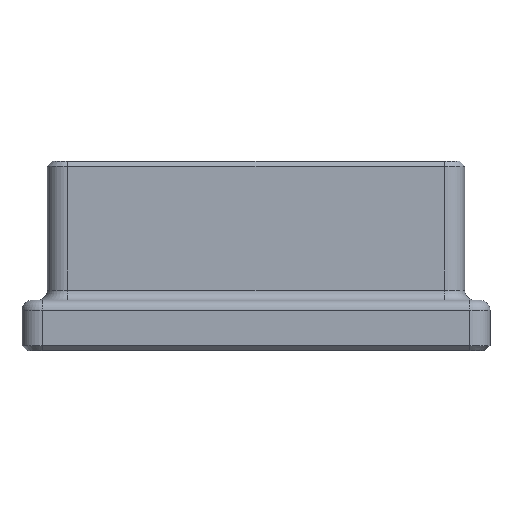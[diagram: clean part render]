
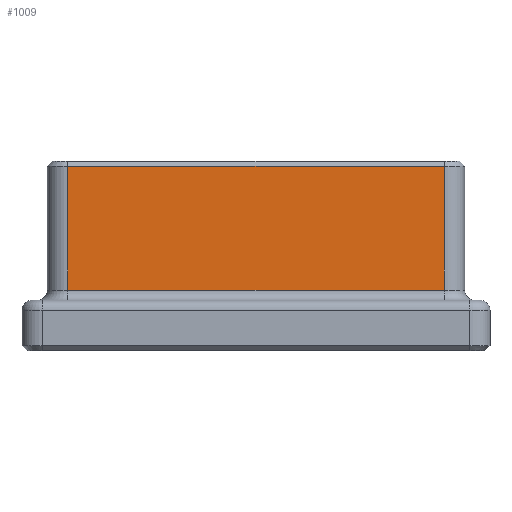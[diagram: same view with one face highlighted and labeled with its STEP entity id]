
A CAD part, front view. The second image highlights one B-rep face of the part: STEP entity #1009.
In plain terms, the highlighted planar face has unit normal (0, -1, 0).
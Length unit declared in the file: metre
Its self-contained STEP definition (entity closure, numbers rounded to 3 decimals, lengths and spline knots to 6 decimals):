
#60=LINE('',#1602,#152);
#61=LINE('',#1605,#153);
#62=LINE('',#1607,#154);
#63=LINE('',#1609,#155);
#152=VECTOR('',#1247,1.);
#153=VECTOR('',#1248,1.);
#154=VECTOR('',#1249,1.);
#155=VECTOR('',#1250,1.);
#252=ORIENTED_EDGE('',*,*,#556,.T.);
#253=ORIENTED_EDGE('',*,*,#557,.T.);
#254=ORIENTED_EDGE('',*,*,#558,.T.);
#255=ORIENTED_EDGE('',*,*,#559,.T.);
#556=EDGE_CURVE('',#708,#709,#60,.F.);
#557=EDGE_CURVE('',#709,#710,#61,.T.);
#558=EDGE_CURVE('',#710,#711,#62,.T.);
#559=EDGE_CURVE('',#711,#708,#63,.F.);
#708=VERTEX_POINT('',#1603);
#709=VERTEX_POINT('',#1604);
#710=VERTEX_POINT('',#1606);
#711=VERTEX_POINT('',#1608);
#842=EDGE_LOOP('',(#252,#253,#254,#255));
#912=FACE_BOUND('',#842,.T.);
#981=PLANE('',#1098);
#1009=ADVANCED_FACE('',(#912),#981,.T.);
#1098=AXIS2_PLACEMENT_3D('',#1601,#1245,#1246);
#1245=DIRECTION('',(0.,-1.,0.));
#1246=DIRECTION('',(1.,0.,0.));
#1247=DIRECTION('',(0.,0.,-1.));
#1248=DIRECTION('',(-1.,0.,0.));
#1249=DIRECTION('',(0.,0.,-1.));
#1250=DIRECTION('',(-1.,0.,0.));
#1601=CARTESIAN_POINT('',(0.,-0.00175,0.0075));
#1602=CARTESIAN_POINT('',(0.00745,-0.00175,0.0075));
#1603=CARTESIAN_POINT('',(0.00745,-0.00175,0.0024));
#1604=CARTESIAN_POINT('',(0.00745,-0.00175,0.0073));
#1605=CARTESIAN_POINT('',(0.,-0.00175,0.0073));
#1606=CARTESIAN_POINT('',(-0.00745,-0.00175,0.0073));
#1607=CARTESIAN_POINT('',(-0.00745,-0.00175,0.0075));
#1608=CARTESIAN_POINT('',(-0.00745,-0.00175,0.0024));
#1609=CARTESIAN_POINT('',(0.00745,-0.00175,0.0024));
